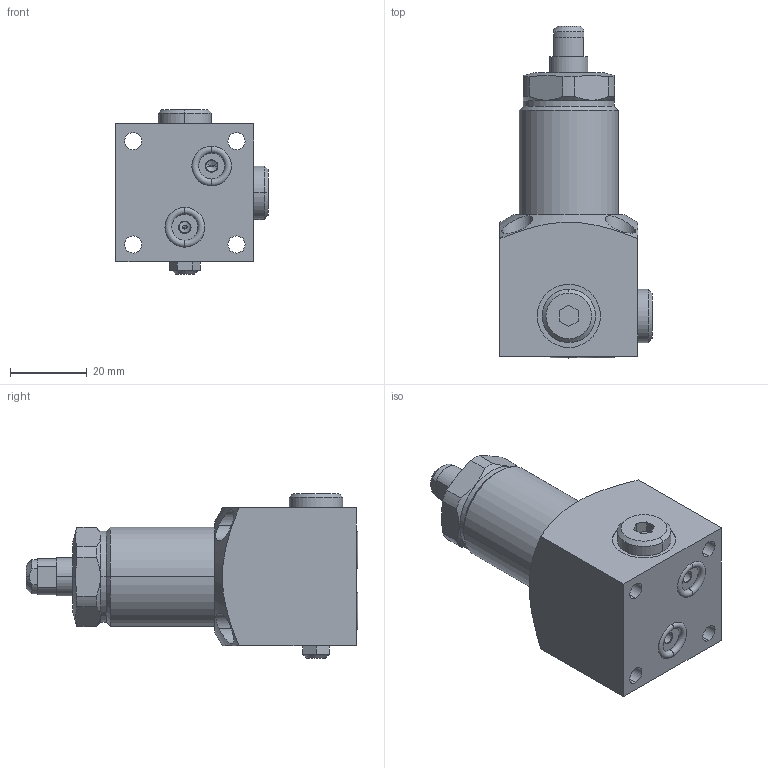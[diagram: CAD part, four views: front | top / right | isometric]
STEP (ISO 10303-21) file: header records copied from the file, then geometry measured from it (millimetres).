
FILE_DESCRIPTION((''),'2;1');
FILE_NAME('ILCML1061000H','2014-07-15T',('twa'),(''),'PRO/ENGINEER BY PARAMETRIC TECHNOLOGY CORPORATION, 2013320','PRO/ENGINEER BY PARAMETRIC TECHNOLOGY CORPORATION, 2013320','');
FILE_SCHEMA(('AUTOMOTIVE_DESIGN { 1 0 10303 214 1 1 1 1 }'));
Length unit declared in the file: millimetre
Products named in the file (1): ILCML1061000H
Bounding box: 39.75 x 86.7 x 43.07 mm (x, y, z)
Volume: 62545.2 mm3; surface area: 15334.7 mm2
Topology: 1 solids, 5 shells, 172 faces, 406 edges, 253 vertices
Faces by surface type: plane 66, cylinder 64, cone 38, torus 4
Entity records: 6439 total; most frequent: CARTESIAN_POINT 1197, DIRECTION 862, ORIENTED_EDGE 784, PRESENTATION_STYLE_ASSIGNMENT 399, STYLED_ITEM 399, CURVE_STYLE 396, EDGE_CURVE 396, AXIS2_PLACEMENT_3D 337
